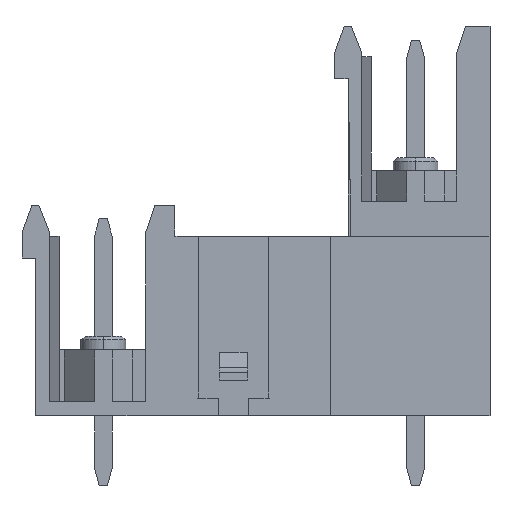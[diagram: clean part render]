
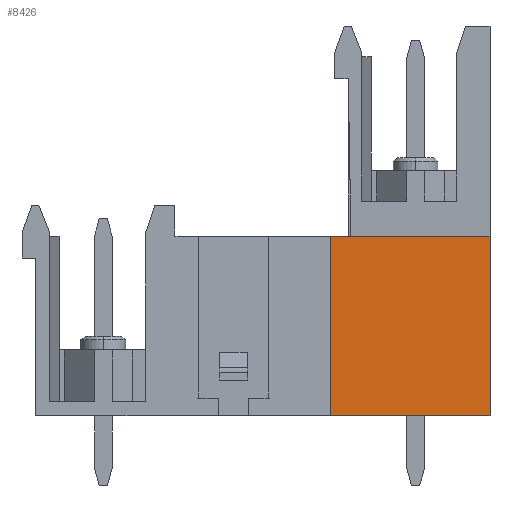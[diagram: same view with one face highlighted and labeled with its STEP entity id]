
A CAD part, left-side view. The second image highlights one B-rep face of the part: STEP entity #8426.
In plain terms, the highlighted planar face has unit normal (-1, 0, 0).
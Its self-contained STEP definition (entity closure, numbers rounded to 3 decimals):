
#164 = EDGE_LOOP ( 'NONE', ( #6096, #13679, #3793, #12817 ) ) ;
#1008 = FACE_OUTER_BOUND ( 'NONE', #164, .T. ) ;
#2147 = CARTESIAN_POINT ( 'NONE',  ( 4.279, -21.552, 10.24 ) ) ;
#2483 = VERTEX_POINT ( 'NONE', #12601 ) ;
#3793 = ORIENTED_EDGE ( 'NONE', *, *, #6632, .T. ) ;
#3899 = EDGE_CURVE ( 'NONE', #9325, #15968, #14618, .T. ) ;
#3958 = CARTESIAN_POINT ( 'NONE',  ( 4.279, -12.493, 10.24 ) ) ;
#4916 = CARTESIAN_POINT ( 'NONE',  ( 4.279, -12.493, 22.192 ) ) ;
#5084 = LINE ( 'NONE', #4916, #15466 ) ;
#5258 = EDGE_CURVE ( 'NONE', #9325, #2483, #5084, .T. ) ;
#5763 = AXIS2_PLACEMENT_3D ( 'NONE', #16144, #17507, #9414 ) ;
#5809 = CARTESIAN_POINT ( 'NONE',  ( 4.279, -12.493, 10.24 ) ) ;
#6096 = ORIENTED_EDGE ( 'NONE', *, *, #3899, .F. ) ;
#6295 = DIRECTION ( 'NONE',  ( 0., 0., -1. ) ) ;
#6632 = EDGE_CURVE ( 'NONE', #2483, #14359, #7380, .T. ) ;
#7286 = EDGE_CURVE ( 'NONE', #15968, #14359, #9052, .T. ) ;
#7380 = LINE ( 'NONE', #13898, #10121 ) ;
#7584 = DIRECTION ( 'NONE',  ( 0., 0., -1. ) ) ;
#7842 = CARTESIAN_POINT ( 'NONE',  ( 4.279, -21.552, 0.031 ) ) ;
#8426 = ADVANCED_FACE ( 'NONE', ( #1008 ), #14788, .F. ) ;
#9052 = LINE ( 'NONE', #14327, #16657 ) ;
#9325 = VERTEX_POINT ( 'NONE', #5809 ) ;
#9414 = DIRECTION ( 'NONE',  ( 0., 1., 0. ) ) ;
#10121 = VECTOR ( 'NONE', #15290, 1000. ) ;
#10580 = VECTOR ( 'NONE', #13479, 1000. ) ;
#12601 = CARTESIAN_POINT ( 'NONE',  ( 4.279, -12.493, 0.031 ) ) ;
#12817 = ORIENTED_EDGE ( 'NONE', *, *, #7286, .F. ) ;
#13479 = DIRECTION ( 'NONE',  ( 0., -1., 0. ) ) ;
#13679 = ORIENTED_EDGE ( 'NONE', *, *, #5258, .T. ) ;
#13898 = CARTESIAN_POINT ( 'NONE',  ( 4.279, -12.493, 0.031 ) ) ;
#14327 = CARTESIAN_POINT ( 'NONE',  ( 4.279, -21.552, 22.192 ) ) ;
#14359 = VERTEX_POINT ( 'NONE', #7842 ) ;
#14618 = LINE ( 'NONE', #3958, #10580 ) ;
#14788 = PLANE ( 'NONE',  #5763 ) ;
#15290 = DIRECTION ( 'NONE',  ( 0., -1., 0. ) ) ;
#15466 = VECTOR ( 'NONE', #6295, 1000. ) ;
#15968 = VERTEX_POINT ( 'NONE', #2147 ) ;
#16144 = CARTESIAN_POINT ( 'NONE',  ( 4.279, -12.493, 22.192 ) ) ;
#16657 = VECTOR ( 'NONE', #7584, 1000. ) ;
#17507 = DIRECTION ( 'NONE',  ( 1., 0., 0. ) ) ;
